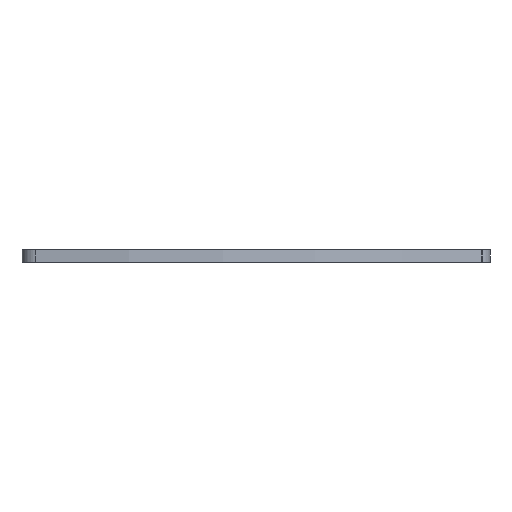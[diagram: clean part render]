
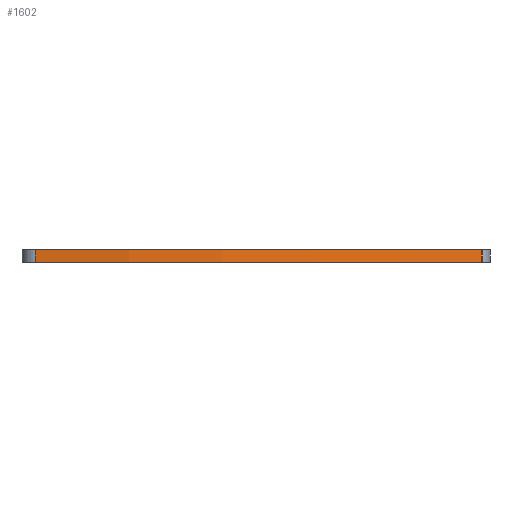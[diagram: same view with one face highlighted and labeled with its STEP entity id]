
A CAD part, front view. The second image highlights one B-rep face of the part: STEP entity #1602.
In plain terms, the highlighted cylindrical face has radius 187.992 mm (diameter 375.985 mm), a partial arc.
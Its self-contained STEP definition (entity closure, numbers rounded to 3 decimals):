
#101=CIRCLE('',#1717,187.992);
#141=CIRCLE('',#1777,187.992);
#191=CYLINDRICAL_SURFACE('',#1776,187.992);
#265=FACE_OUTER_BOUND('',#366,.T.);
#366=EDGE_LOOP('',(#1346,#1347,#1348,#1349));
#521=LINE('',#2673,#655);
#523=LINE('',#2679,#657);
#655=VECTOR('',#2184,10.);
#657=VECTOR('',#2190,10.);
#750=VERTEX_POINT('',#2514);
#752=VERTEX_POINT('',#2517);
#810=VERTEX_POINT('',#2672);
#812=VERTEX_POINT('',#2678);
#935=EDGE_CURVE('',#752,#750,#101,.T.);
#1013=EDGE_CURVE('',#752,#810,#521,.T.);
#1016=EDGE_CURVE('',#812,#750,#523,.T.);
#1017=EDGE_CURVE('',#810,#812,#141,.T.);
#1346=ORIENTED_EDGE('',*,*,#1013,.F.);
#1347=ORIENTED_EDGE('',*,*,#935,.T.);
#1348=ORIENTED_EDGE('',*,*,#1016,.F.);
#1349=ORIENTED_EDGE('',*,*,#1017,.F.);
#1602=ADVANCED_FACE('',(#265),#191,.T.);
#1717=AXIS2_PLACEMENT_3D('',#2518,#2029,#2030);
#1776=AXIS2_PLACEMENT_3D('',#2677,#2188,#2189);
#1777=AXIS2_PLACEMENT_3D('',#2680,#2191,#2192);
#2029=DIRECTION('center_axis',(0.,0.,-1.));
#2030=DIRECTION('ref_axis',(0.604,-0.797,0.));
#2184=DIRECTION('',(0.,0.,-1.));
#2188=DIRECTION('center_axis',(0.,0.,1.));
#2189=DIRECTION('ref_axis',(0.604,-0.797,0.));
#2190=DIRECTION('',(0.,0.,1.));
#2191=DIRECTION('center_axis',(0.,0.,-1.));
#2192=DIRECTION('ref_axis',(0.604,-0.797,0.));
#2514=CARTESIAN_POINT('',(4.214,22.432,4.));
#2517=CARTESIAN_POINT('',(147.169,58.144,4.));
#2518=CARTESIAN_POINT('Origin',(33.773,208.086,4.));
#2672=CARTESIAN_POINT('',(147.169,58.144,0.));
#2673=CARTESIAN_POINT('',(147.169,58.144,0.));
#2677=CARTESIAN_POINT('Origin',(33.773,208.086,0.));
#2678=CARTESIAN_POINT('',(4.214,22.432,0.));
#2679=CARTESIAN_POINT('',(4.214,22.432,0.));
#2680=CARTESIAN_POINT('Origin',(33.773,208.086,0.));
